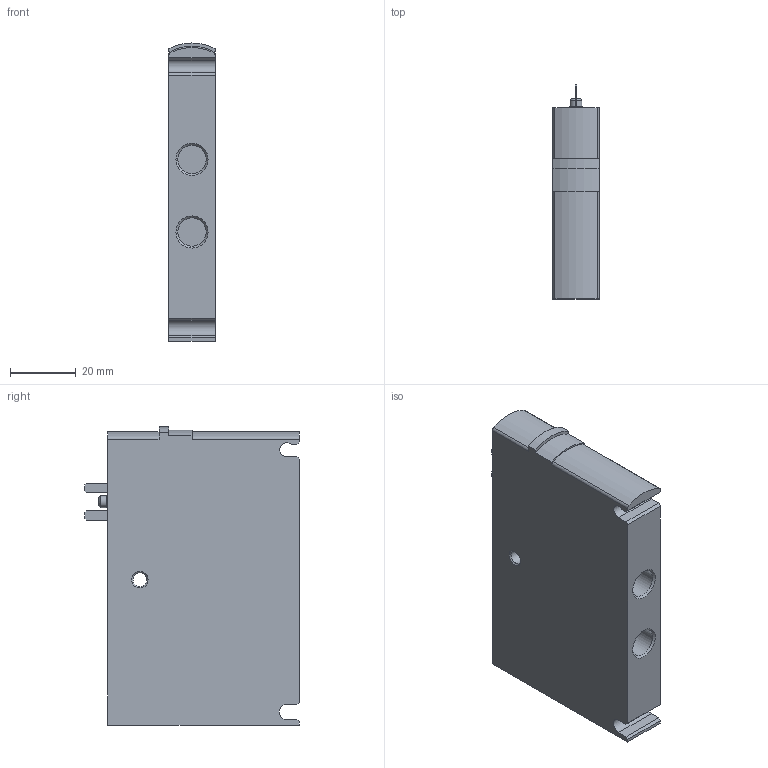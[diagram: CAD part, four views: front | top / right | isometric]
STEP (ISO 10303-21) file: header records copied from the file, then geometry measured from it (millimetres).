
FILE_DESCRIPTION(/* description */ ('STEP AP214'),/* implementation_level */ '2;1');
FILE_NAME(/* name */ '553258_CPV14-M1H-5LS-K-1_8',/* time_stamp */ '2024-08-07T14:49:02+02:00',/* author */ ('License CC BY-ND 4.0'),/* organization */ ('CADENAS'),/* preprocessor_version */ 'ST-DEVELOPER v19.3',/* originating_system */ 'PARTsolutions',/* authorisation */ ' ');
FILE_SCHEMA (('AUTOMOTIVE_DESIGN {1 0 10303 214 3 1 1}'));
Length unit declared in the file: millimetre
Products named in the file (1): 553258 CPV14-M1H-5LS-K-1/8
Bounding box: 14 x 65 x 90.35 mm (x, y, z)
Volume: 70217.7 mm3; surface area: 15097.4 mm2
Topology: 1 solids, 1 shells, 57 faces, 141 edges, 92 vertices
Faces by surface type: plane 36, cylinder 15, cone 5, torus 1
Full cylindrical faces by diameter (mm): 1.5 x1, 3.6 x1, 4.2 x1, 8.566 x2
Entity records: 2056 total; most frequent: DIRECTION 282, CARTESIAN_POINT 280, ORIENTED_EDGE 260, EDGE_CURVE 130, LINE 94, VECTOR 94, AXIS2_PLACEMENT_3D 94, VERTEX_POINT 92
